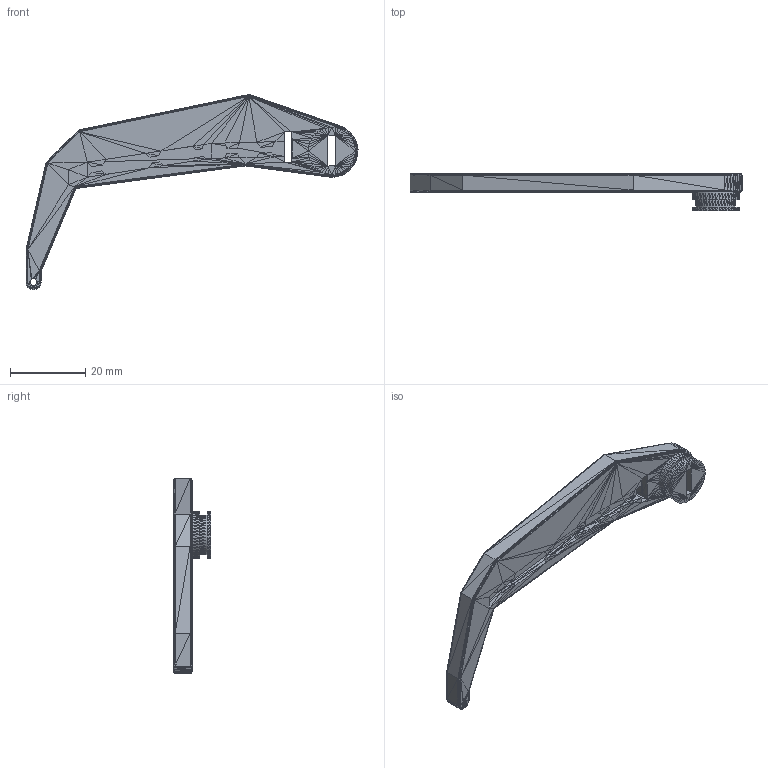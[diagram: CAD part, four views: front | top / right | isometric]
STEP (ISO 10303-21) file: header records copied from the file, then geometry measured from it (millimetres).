
FILE_DESCRIPTION((''),'2;1');
FILE_NAME('Right Arm', '2025-08-01T02:15:52', (''), (''), 'ImageToStl.com STEP Converter','', '');
FILE_SCHEMA(('AUTOMOTIVE_DESIGN_CC2'));
Length unit declared in the file: metre
Products named in the file (1): product0
Bounding box: 88.33 x 10 x 51.88 mm (x, y, z)
Surface area: 4936.6 mm2 (no closed solid volume)
Topology: 0 solids, 3484 shells, 3484 faces, 10452 edges, 1738 vertices
Faces by surface type: plane 3484
Entity records: 83643 total; most frequent: DIRECTION 17422, ORIENTED_EDGE 10452, EDGE_CURVE 10452, LINE 10452, VECTOR 10452, AXIS2_PLACEMENT_3D 3485, STYLED_ITEM 3485, FACE_SURFACE 3484
